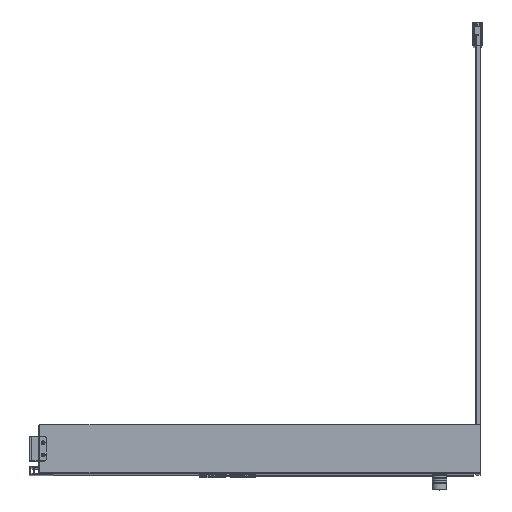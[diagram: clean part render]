
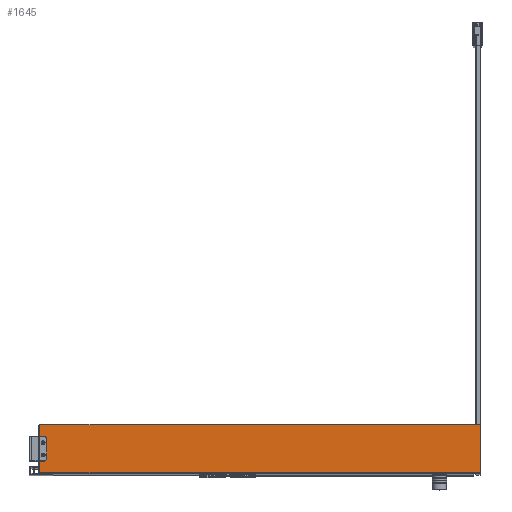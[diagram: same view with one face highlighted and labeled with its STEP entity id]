
A CAD part, top view. The second image highlights one B-rep face of the part: STEP entity #1645.
In plain terms, the highlighted planar face has unit normal (0, 0, 1).
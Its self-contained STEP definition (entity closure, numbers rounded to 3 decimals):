
#1645=ADVANCED_FACE('',(#4370),#43040,.T.);
#4370=FACE_OUTER_BOUND('',#7117,.T.);
#7117=EDGE_LOOP('',(#11387,#11388,#11389,#11390,#11391,#11392,#11393,#11394));
#11387=ORIENTED_EDGE('',*,*,#24829,.T.);
#11388=ORIENTED_EDGE('',*,*,#24854,.T.);
#11389=ORIENTED_EDGE('',*,*,#24830,.T.);
#11390=ORIENTED_EDGE('',*,*,#24855,.T.);
#11391=ORIENTED_EDGE('',*,*,#24831,.T.);
#11392=ORIENTED_EDGE('',*,*,#24849,.T.);
#11393=ORIENTED_EDGE('',*,*,#24832,.T.);
#11394=ORIENTED_EDGE('',*,*,#24848,.T.);
#24829=EDGE_CURVE('',#38814,#38815,#33345,.T.);
#24830=EDGE_CURVE('',#38816,#38817,#33346,.T.);
#24831=EDGE_CURVE('',#38818,#38819,#33347,.T.);
#24832=EDGE_CURVE('',#38820,#38821,#33348,.T.);
#24848=EDGE_CURVE('',#38821,#38814,#31359,.T.);
#24849=EDGE_CURVE('',#38819,#38820,#31360,.T.);
#24854=EDGE_CURVE('',#38815,#38816,#31361,.T.);
#24855=EDGE_CURVE('',#38817,#38818,#31362,.T.);
#31359=(
BOUNDED_CURVE()
B_SPLINE_CURVE(2,(#55619,#55620,#55621),.UNSPECIFIED.,.F.,.F.)
B_SPLINE_CURVE_WITH_KNOTS((3,3),(-1.571,0.),.UNSPECIFIED.)
CURVE()
GEOMETRIC_REPRESENTATION_ITEM()
RATIONAL_B_SPLINE_CURVE((1.,0.707,1.))
REPRESENTATION_ITEM('')
);
#31360=(
BOUNDED_CURVE()
B_SPLINE_CURVE(2,(#55622,#55623,#55624),.UNSPECIFIED.,.F.,.F.)
B_SPLINE_CURVE_WITH_KNOTS((3,3),(-1.571,0.),.UNSPECIFIED.)
CURVE()
GEOMETRIC_REPRESENTATION_ITEM()
RATIONAL_B_SPLINE_CURVE((1.,0.707,1.))
REPRESENTATION_ITEM('')
);
#31361=(
BOUNDED_CURVE()
B_SPLINE_CURVE(2,(#55633,#55634,#55635),.UNSPECIFIED.,.F.,.F.)
B_SPLINE_CURVE_WITH_KNOTS((3,3),(-1.571,0.),.UNSPECIFIED.)
CURVE()
GEOMETRIC_REPRESENTATION_ITEM()
RATIONAL_B_SPLINE_CURVE((1.,0.707,1.))
REPRESENTATION_ITEM('')
);
#31362=(
BOUNDED_CURVE()
B_SPLINE_CURVE(2,(#55636,#55637,#55638),.UNSPECIFIED.,.F.,.F.)
B_SPLINE_CURVE_WITH_KNOTS((3,3),(-1.571,0.),.UNSPECIFIED.)
CURVE()
GEOMETRIC_REPRESENTATION_ITEM()
RATIONAL_B_SPLINE_CURVE((1.,0.707,1.))
REPRESENTATION_ITEM('')
);
#33345=B_SPLINE_CURVE_WITH_KNOTS('',1,(#55573,#55574),.UNSPECIFIED.,.F.,
 .F.,(2,2),(0.,897.5),.UNSPECIFIED.);
#33346=B_SPLINE_CURVE_WITH_KNOTS('',1,(#55575,#55576),.UNSPECIFIED.,.F.,
 .F.,(2,2),(0.,96.),.UNSPECIFIED.);
#33347=B_SPLINE_CURVE_WITH_KNOTS('',1,(#55577,#55578),.UNSPECIFIED.,.F.,
 .F.,(2,2),(0.,897.5),.UNSPECIFIED.);
#33348=B_SPLINE_CURVE_WITH_KNOTS('',1,(#55579,#55580),.UNSPECIFIED.,.F.,
 .F.,(2,2),(0.,96.),.UNSPECIFIED.);
#38814=VERTEX_POINT('',#55525);
#38815=VERTEX_POINT('',#55526);
#38816=VERTEX_POINT('',#55527);
#38817=VERTEX_POINT('',#55528);
#38818=VERTEX_POINT('',#55529);
#38819=VERTEX_POINT('',#55530);
#38820=VERTEX_POINT('',#55531);
#38821=VERTEX_POINT('',#55532);
#43040=PLANE('',#46218);
#46218=AXIS2_PLACEMENT_3D('',#55351,#48633,$);
#48633=DIRECTION('',(0.,0.,1.));
#55351=CARTESIAN_POINT('',(-539.7,-58.8,10.));
#55525=CARTESIAN_POINT('',(448.75,49.,10.));
#55526=CARTESIAN_POINT('',(-448.75,49.,10.));
#55527=CARTESIAN_POINT('',(-449.75,48.,10.));
#55528=CARTESIAN_POINT('',(-449.75,-48.,10.));
#55529=CARTESIAN_POINT('',(-448.75,-49.,10.));
#55530=CARTESIAN_POINT('',(448.75,-49.,10.));
#55531=CARTESIAN_POINT('',(449.75,-48.,10.));
#55532=CARTESIAN_POINT('',(449.75,48.,10.));
#55573=CARTESIAN_POINT('',(448.75,49.,10.));
#55574=CARTESIAN_POINT('',(-448.75,49.,10.));
#55575=CARTESIAN_POINT('',(-449.75,48.,10.));
#55576=CARTESIAN_POINT('',(-449.75,-48.,10.));
#55577=CARTESIAN_POINT('',(-448.75,-49.,10.));
#55578=CARTESIAN_POINT('',(448.75,-49.,10.));
#55579=CARTESIAN_POINT('',(449.75,-48.,10.));
#55580=CARTESIAN_POINT('',(449.75,48.,10.));
#55619=CARTESIAN_POINT('',(449.75,48.,10.));
#55620=CARTESIAN_POINT('',(449.75,49.,10.));
#55621=CARTESIAN_POINT('',(448.75,49.,10.));
#55622=CARTESIAN_POINT('',(448.75,-49.,10.));
#55623=CARTESIAN_POINT('',(449.75,-49.,10.));
#55624=CARTESIAN_POINT('',(449.75,-48.,10.));
#55633=CARTESIAN_POINT('',(-448.75,49.,10.));
#55634=CARTESIAN_POINT('',(-449.75,49.,10.));
#55635=CARTESIAN_POINT('',(-449.75,48.,10.));
#55636=CARTESIAN_POINT('',(-449.75,-48.,10.));
#55637=CARTESIAN_POINT('',(-449.75,-49.,10.));
#55638=CARTESIAN_POINT('',(-448.75,-49.,10.));
